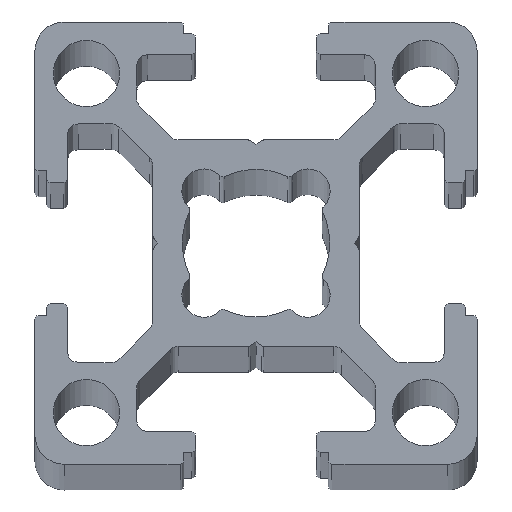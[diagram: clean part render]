
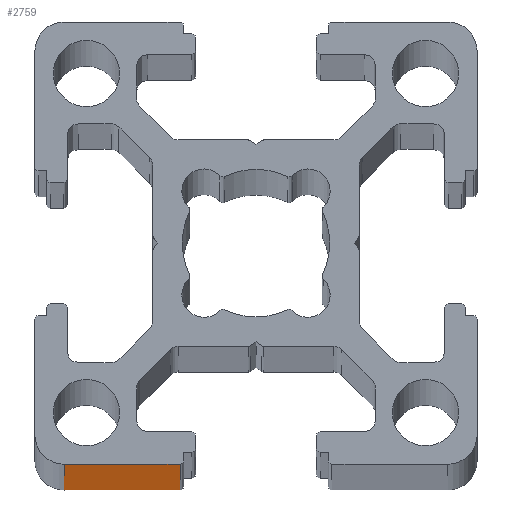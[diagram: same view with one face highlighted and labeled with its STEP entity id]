
A CAD part, top view. The second image highlights one B-rep face of the part: STEP entity #2759.
In plain terms, the highlighted planar face has unit normal (0, -1, 0).
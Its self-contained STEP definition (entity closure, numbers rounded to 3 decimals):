
#48 = ORIENTED_EDGE ( 'NONE', *, *, #1490, .F. ) ;
#192 = DIRECTION ( 'NONE',  ( 0., 0., -1. ) ) ;
#464 = DIRECTION ( 'NONE',  ( -1., 0., 0. ) ) ;
#497 = VERTEX_POINT ( 'NONE', #1497 ) ;
#578 = LINE ( 'NONE', #5431, #977 ) ;
#891 = AXIS2_PLACEMENT_3D ( 'NONE', #2202, #2667, #464 ) ;
#977 = VECTOR ( 'NONE', #192, 1000. ) ;
#1066 = CARTESIAN_POINT ( 'NONE',  ( -13., -15., -1000. ) ) ;
#1306 = FACE_OUTER_BOUND ( 'NONE', #4849, .T. ) ;
#1490 = EDGE_CURVE ( 'NONE', #497, #1506, #1722, .T. ) ;
#1497 = CARTESIAN_POINT ( 'NONE',  ( -5.15, -15., -1000. ) ) ;
#1506 = VERTEX_POINT ( 'NONE', #2990 ) ;
#1722 = LINE ( 'NONE', #2134, #4400 ) ;
#1902 = LINE ( 'NONE', #1066, #3647 ) ;
#2134 = CARTESIAN_POINT ( 'NONE',  ( -15., -15., -1000. ) ) ;
#2155 = VECTOR ( 'NONE', #5176, 1000. ) ;
#2202 = CARTESIAN_POINT ( 'NONE',  ( -15., -15., -1000. ) ) ;
#2255 = VERTEX_POINT ( 'NONE', #4226 ) ;
#2346 = ORIENTED_EDGE ( 'NONE', *, *, #3414, .T. ) ;
#2599 = ORIENTED_EDGE ( 'NONE', *, *, #2950, .F. ) ;
#2667 = DIRECTION ( 'NONE',  ( 0., -1., 0. ) ) ;
#2759 = ADVANCED_FACE ( 'NONE', ( #1306 ), #4008, .T. ) ;
#2863 = EDGE_CURVE ( 'NONE', #1506, #5115, #1902, .T. ) ;
#2950 = EDGE_CURVE ( 'NONE', #2255, #497, #578, .T. ) ;
#2990 = CARTESIAN_POINT ( 'NONE',  ( -13., -15., -1000. ) ) ;
#3150 = ORIENTED_EDGE ( 'NONE', *, *, #2863, .F. ) ;
#3414 = EDGE_CURVE ( 'NONE', #2255, #5115, #3430, .T. ) ;
#3430 = LINE ( 'NONE', #5200, #2155 ) ;
#3647 = VECTOR ( 'NONE', #4116, 1000. ) ;
#4008 = PLANE ( 'NONE',  #891 ) ;
#4116 = DIRECTION ( 'NONE',  ( 0., 0., 1. ) ) ;
#4226 = CARTESIAN_POINT ( 'NONE',  ( -5.15, -15., 0. ) ) ;
#4400 = VECTOR ( 'NONE', #5254, 1000. ) ;
#4849 = EDGE_LOOP ( 'NONE', ( #48, #2599, #2346, #3150 ) ) ;
#5115 = VERTEX_POINT ( 'NONE', #5418 ) ;
#5176 = DIRECTION ( 'NONE',  ( -1., 0., 0. ) ) ;
#5200 = CARTESIAN_POINT ( 'NONE',  ( -15., -15., 0. ) ) ;
#5254 = DIRECTION ( 'NONE',  ( -1., 0., 0. ) ) ;
#5418 = CARTESIAN_POINT ( 'NONE',  ( -13., -15., 0. ) ) ;
#5431 = CARTESIAN_POINT ( 'NONE',  ( -5.15, -15., -1000. ) ) ;
